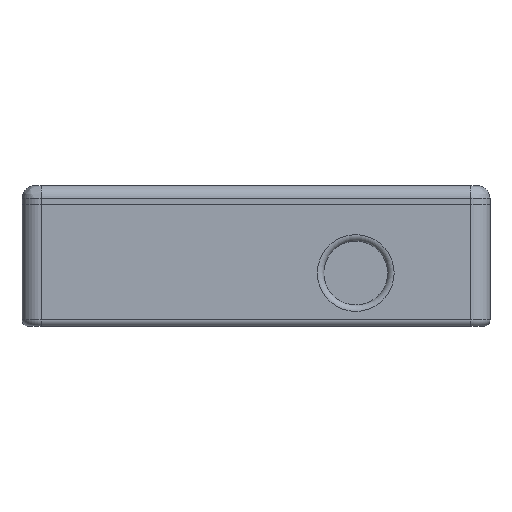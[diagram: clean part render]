
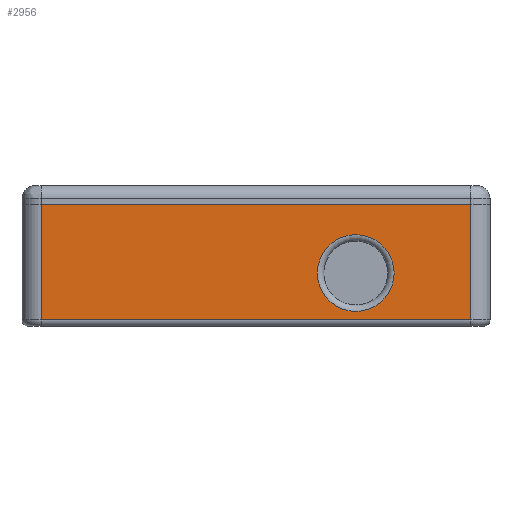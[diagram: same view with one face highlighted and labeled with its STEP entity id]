
A CAD part, front view. The second image highlights one B-rep face of the part: STEP entity #2956.
In plain terms, the highlighted planar face has unit normal (0, -1, 0).
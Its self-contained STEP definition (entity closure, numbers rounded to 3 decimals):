
#52=FACE_BOUND('',#363,.T.);
#68=PLANE('',#3163);
#191=FACE_OUTER_BOUND('',#362,.T.);
#362=EDGE_LOOP('',(#2066,#2067,#2068,#2069));
#363=EDGE_LOOP('',(#2070));
#537=LINE('',#4291,#860);
#553=LINE('',#4358,#876);
#554=LINE('',#4362,#877);
#555=LINE('',#4363,#878);
#860=VECTOR('',#3415,10.);
#876=VECTOR('',#3487,10.);
#877=VECTOR('',#3492,10.);
#878=VECTOR('',#3493,10.);
#1203=CIRCLE('',#3164,6.);
#1295=VERTEX_POINT('',#4288);
#1296=VERTEX_POINT('',#4290);
#1319=VERTEX_POINT('',#4357);
#1320=VERTEX_POINT('',#4361);
#1321=VERTEX_POINT('',#4364);
#1573=EDGE_CURVE('',#1295,#1296,#537,.T.);
#1607=EDGE_CURVE('',#1296,#1319,#553,.T.);
#1609=EDGE_CURVE('',#1320,#1295,#554,.T.);
#1610=EDGE_CURVE('',#1319,#1320,#555,.T.);
#1611=EDGE_CURVE('',#1321,#1321,#1203,.T.);
#2066=ORIENTED_EDGE('',*,*,#1573,.F.);
#2067=ORIENTED_EDGE('',*,*,#1609,.F.);
#2068=ORIENTED_EDGE('',*,*,#1610,.F.);
#2069=ORIENTED_EDGE('',*,*,#1607,.F.);
#2070=ORIENTED_EDGE('',*,*,#1611,.F.);
#2956=ADVANCED_FACE('',(#191,#52),#68,.T.);
#3163=AXIS2_PLACEMENT_3D('',#4360,#3490,#3491);
#3164=AXIS2_PLACEMENT_3D('',#4365,#3494,#3495);
#3415=DIRECTION('',(-1.,0.,0.));
#3487=DIRECTION('',(0.,0.,1.));
#3490=DIRECTION('center_axis',(0.,-1.,0.));
#3491=DIRECTION('ref_axis',(1.,0.,0.));
#3492=DIRECTION('',(0.,0.,-1.));
#3493=DIRECTION('',(1.,0.,0.));
#3494=DIRECTION('center_axis',(0.,-1.,0.));
#3495=DIRECTION('ref_axis',(1.,0.,0.));
#4288=CARTESIAN_POINT('',(30.708,-28.802,0.));
#4290=CARTESIAN_POINT('',(-36.492,-28.802,0.));
#4291=CARTESIAN_POINT('',(-21.192,-28.802,0.));
#4357=CARTESIAN_POINT('',(-36.492,-28.802,18.));
#4358=CARTESIAN_POINT('',(-36.492,-28.802,0.));
#4360=CARTESIAN_POINT('Origin',(-39.492,-28.802,0.));
#4361=CARTESIAN_POINT('',(30.708,-28.802,18.));
#4362=CARTESIAN_POINT('',(30.708,-28.802,0.));
#4363=CARTESIAN_POINT('',(-21.192,-28.802,18.));
#4364=CARTESIAN_POINT('',(12.708,-28.802,1.331));
#4365=CARTESIAN_POINT('Origin',(12.708,-28.802,7.331));
